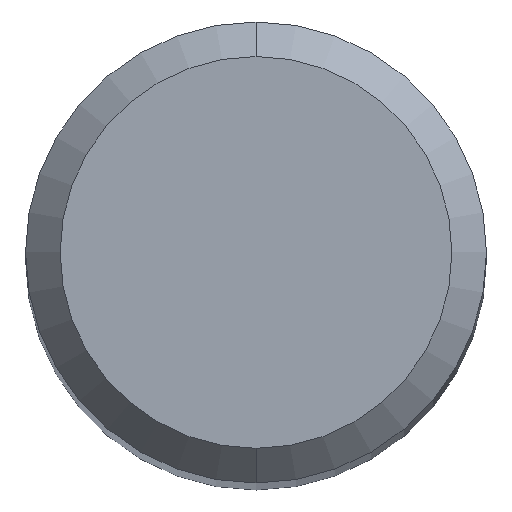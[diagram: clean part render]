
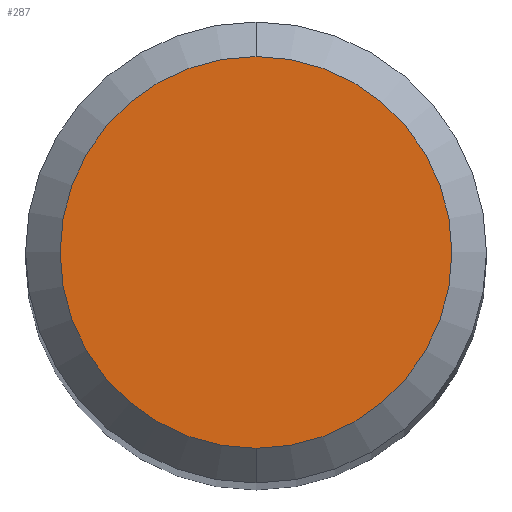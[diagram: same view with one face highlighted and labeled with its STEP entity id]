
A CAD part, top view. The second image highlights one B-rep face of the part: STEP entity #287.
In plain terms, the highlighted planar face has unit normal (0, 0, 1).
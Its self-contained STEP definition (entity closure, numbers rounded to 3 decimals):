
#181=EDGE_CURVE('',#207,#191,#496,.T.);
#191=VERTEX_POINT('',#508);
#207=VERTEX_POINT('',#525);
#273=EDGE_CURVE('',#191,#207,#596,.T.);
#287=ADVANCED_FACE('',(#610),#611,.T.);
#496=CIRCLE('',#837,1.7);
#508=CARTESIAN_POINT('',(0.0,1.7,0.0));
#525=CARTESIAN_POINT('',(0.,-1.7,0.0));
#596=CIRCLE('',#1050,1.7);
#610=FACE_OUTER_BOUND('',#1107,.T.);
#611=PLANE('',#1108);
#837=AXIS2_PLACEMENT_3D('',#1480,#1481,#1482);
#1050=AXIS2_PLACEMENT_3D('',#1569,#1570,#1571);
#1107=EDGE_LOOP('',(#1579,#1580));
#1108=AXIS2_PLACEMENT_3D('',#1581,#1582,#1583);
#1480=CARTESIAN_POINT('',(0.0,0.0,0.0));
#1481=DIRECTION('',(0.0,0.0,-1.0));
#1482=DIRECTION('',(0.0,1.0,0.0));
#1569=CARTESIAN_POINT('',(0.0,0.0,0.0));
#1570=DIRECTION('',(0.0,0.0,-1.0));
#1571=DIRECTION('',(0.0,1.0,0.0));
#1579=ORIENTED_EDGE('',*,*,#273,.F.);
#1580=ORIENTED_EDGE('',*,*,#181,.F.);
#1581=CARTESIAN_POINT('',(0.0,0.85,0.0));
#1582=DIRECTION('',(-0.0,0.0,1.0));
#1583=DIRECTION('',(0.0,-1.0,0.0));
